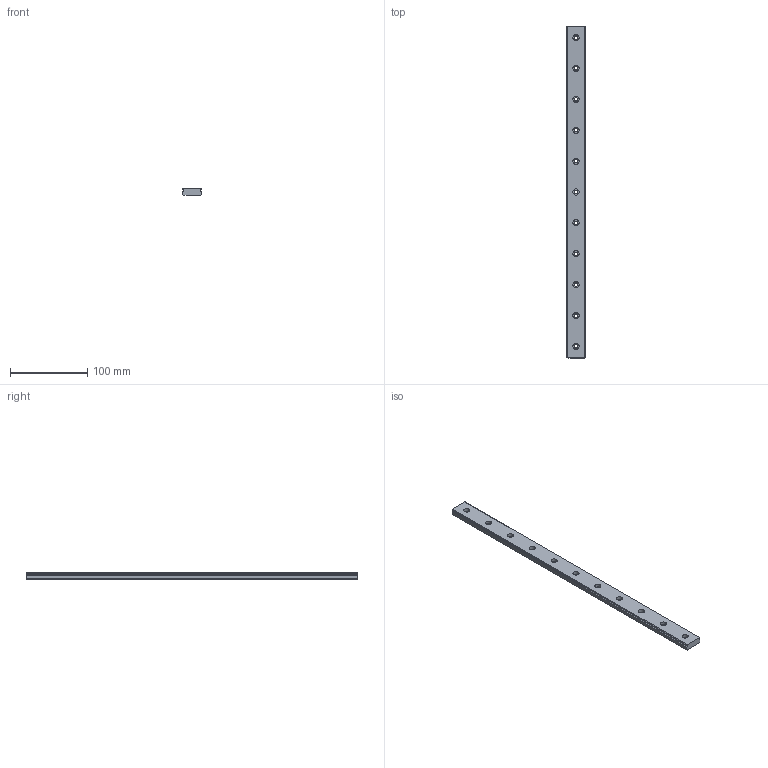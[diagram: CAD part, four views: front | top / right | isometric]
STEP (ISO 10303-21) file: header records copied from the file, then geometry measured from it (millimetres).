
FILE_DESCRIPTION (( 'STEP AP203' ), '1' );
FILE_NAME ('MB12-430L.step', '2021-02-18T17:44:53', ( '' ), ( '' ), 'SwSTEP 2.0', 'SolidWorks 2019', '' );
FILE_SCHEMA (( 'CONFIG_CONTROL_DESIGN' ));
Length unit declared in the file: millimetre
Products named in the file (1): MB12-430L
Bounding box: 24 x 430 x 8.5 mm (x, y, z)
Volume: 82393.9 mm3; surface area: 31123.8 mm2
Topology: 1 solids, 1 shells, 80 faces, 201 edges, 134 vertices
Faces by surface type: cylinder 54, plane 26
Entity records: 2574 total; most frequent: DIRECTION 471, CARTESIAN_POINT 416, ORIENTED_EDGE 402, EDGE_CURVE 201, AXIS2_PLACEMENT_3D 189, VERTEX_POINT 134, EDGE_LOOP 113, CIRCLE 108
